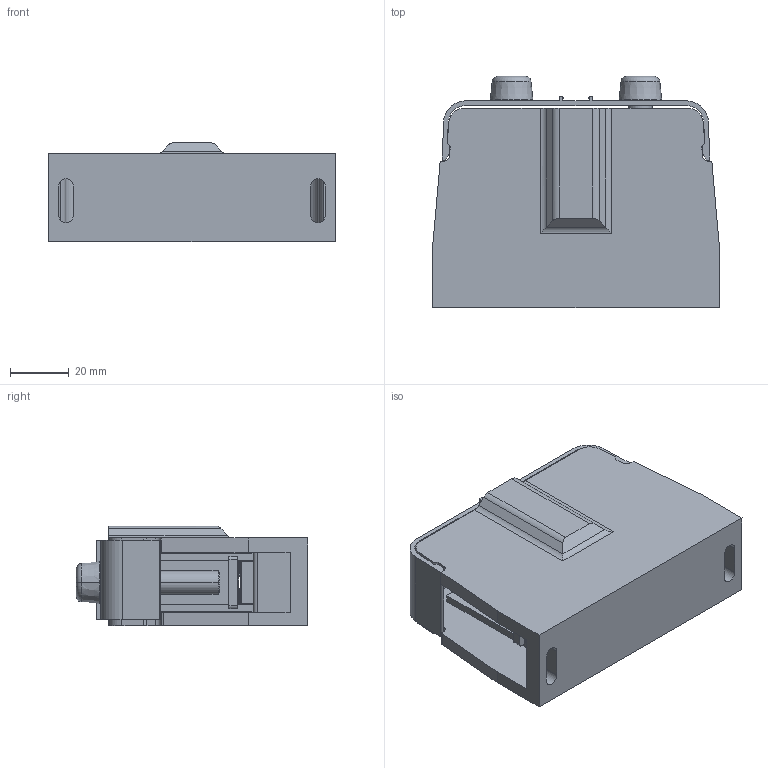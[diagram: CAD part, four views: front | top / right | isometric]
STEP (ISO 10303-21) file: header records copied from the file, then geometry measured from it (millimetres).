
FILE_DESCRIPTION((''),'2;1');
FILE_NAME('UJFX2-70_3P_ASM','2024-01-24T',('dell'),(''),'PRO/ENGINEER BY PARAMETRIC TECHNOLOGY CORPORATION, 2013230','PRO/ENGINEER BY PARAMETRIC TECHNOLOGY CORPORATION, 2013230','');
FILE_SCHEMA(('AUTOMOTIVE_DESIGN { 1 0 10303 214 1 1 1 1 }'));
Length unit declared in the file: millimetre
Products named in the file (1): UJFX2-70_3P_ASM
Bounding box: 98 x 79 x 34 mm (x, y, z)
Volume: 132955.1 mm3; surface area: 57823.5 mm2
Topology: 3 solids, 3 shells, 590 faces, 1777 edges, 1175 vertices
Faces by surface type: plane 342, cylinder 216, torus 16, cone 16
Entity records: 20692 total; most frequent: CARTESIAN_POINT 4864, ORIENTED_EDGE 3554, DIRECTION 2959, EDGE_CURVE 1777, VECTOR 1223, LINE 1223, VERTEX_POINT 1175, AXIS2_PLACEMENT_3D 868
